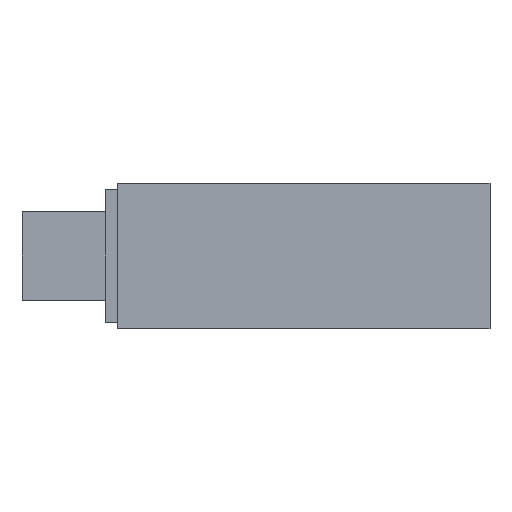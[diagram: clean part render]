
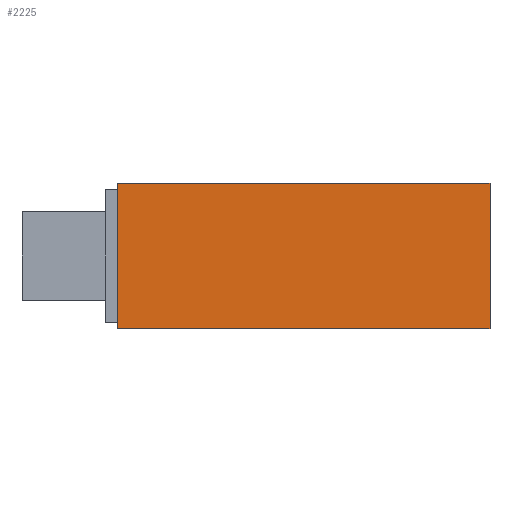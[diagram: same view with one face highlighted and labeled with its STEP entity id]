
A CAD part, front view. The second image highlights one B-rep face of the part: STEP entity #2225.
In plain terms, the highlighted planar face has unit normal (0, -1, 0).
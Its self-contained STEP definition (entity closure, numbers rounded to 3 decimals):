
#11 = ORIENTED_EDGE ( 'NONE', *, *, #406, .F. ) ;
#16 = VECTOR ( 'NONE', #2130, 1000. ) ;
#95 = CARTESIAN_POINT ( 'NONE',  ( 0., -28., 33. ) ) ;
#194 = LINE ( 'NONE', #1978, #16 ) ;
#292 = AXIS2_PLACEMENT_3D ( 'NONE', #2132, #1380, #2274 ) ;
#373 = LINE ( 'NONE', #1792, #441 ) ;
#406 = EDGE_CURVE ( 'NONE', #1755, #1236, #373, .T. ) ;
#411 = EDGE_CURVE ( 'NONE', #2210, #701, #194, .T. ) ;
#441 = VECTOR ( 'NONE', #2171, 1000. ) ;
#567 = VECTOR ( 'NONE', #667, 1000. ) ;
#667 = DIRECTION ( 'NONE',  ( 0., 0., -1. ) ) ;
#680 = CARTESIAN_POINT ( 'NONE',  ( 84.3, -28., 33. ) ) ;
#689 = FACE_OUTER_BOUND ( 'NONE', #971, .T. ) ;
#701 = VERTEX_POINT ( 'NONE', #861 ) ;
#708 = DIRECTION ( 'NONE',  ( 0., 0., -1. ) ) ;
#781 = ORIENTED_EDGE ( 'NONE', *, *, #1143, .T. ) ;
#861 = CARTESIAN_POINT ( 'NONE',  ( 84.3, -28., 0. ) ) ;
#971 = EDGE_LOOP ( 'NONE', ( #1766, #1242, #11, #781 ) ) ;
#1043 = CARTESIAN_POINT ( 'NONE',  ( 0., -28., 33. ) ) ;
#1143 = EDGE_CURVE ( 'NONE', #1755, #2210, #1578, .T. ) ;
#1197 = EDGE_CURVE ( 'NONE', #1236, #701, #1920, .T. ) ;
#1236 = VERTEX_POINT ( 'NONE', #680 ) ;
#1242 = ORIENTED_EDGE ( 'NONE', *, *, #1197, .F. ) ;
#1352 = CARTESIAN_POINT ( 'NONE',  ( 0., -28., 0. ) ) ;
#1380 = DIRECTION ( 'NONE',  ( 0., 1., 0. ) ) ;
#1401 = PLANE ( 'NONE',  #292 ) ;
#1578 = LINE ( 'NONE', #1043, #1968 ) ;
#1755 = VERTEX_POINT ( 'NONE', #95 ) ;
#1766 = ORIENTED_EDGE ( 'NONE', *, *, #411, .T. ) ;
#1792 = CARTESIAN_POINT ( 'NONE',  ( 84.3, -28., 33. ) ) ;
#1920 = LINE ( 'NONE', #2273, #567 ) ;
#1968 = VECTOR ( 'NONE', #708, 1000. ) ;
#1978 = CARTESIAN_POINT ( 'NONE',  ( 84.3, -28., 0. ) ) ;
#2130 = DIRECTION ( 'NONE',  ( 1., 0., 0. ) ) ;
#2132 = CARTESIAN_POINT ( 'NONE',  ( 84.3, -28., 33. ) ) ;
#2171 = DIRECTION ( 'NONE',  ( 1., 0., 0. ) ) ;
#2210 = VERTEX_POINT ( 'NONE', #1352 ) ;
#2225 = ADVANCED_FACE ( 'NONE', ( #689 ), #1401, .F. ) ;
#2273 = CARTESIAN_POINT ( 'NONE',  ( 84.3, -28., 33. ) ) ;
#2274 = DIRECTION ( 'NONE',  ( 0., 0., 1. ) ) ;
